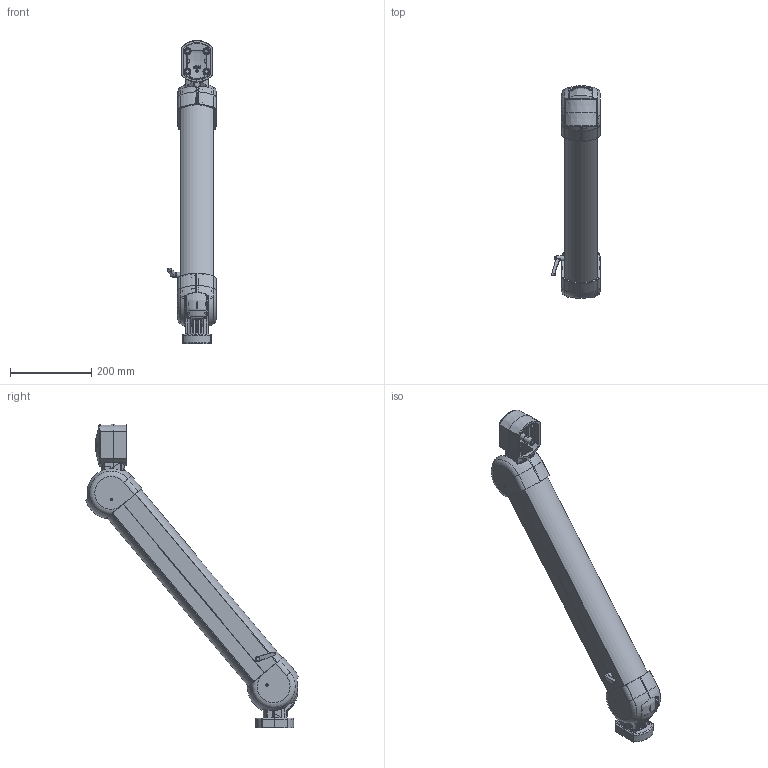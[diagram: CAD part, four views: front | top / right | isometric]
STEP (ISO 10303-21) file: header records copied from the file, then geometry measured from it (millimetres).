
FILE_DESCRIPTION (( 'STEP AP214' ), '1' );
FILE_NAME ('49846002_r.STEP', '2018-04-16T08:03:40', ( 'Admin' ), ( 'Hewlett-Packard Company' ), 'SwSTEP 2.0', 'SolidWorks 2017', '' );
FILE_SCHEMA (( 'AUTOMOTIVE_DESIGN' ));
Length unit declared in the file: millimetre
Products named in the file (35): 49846002_r; 98898; 56918; 75503; 97064; 92453; 84187; 41888; 98897; 41892; 98907; 99564_DIN 912 M3 x 12 --- 12C; 93411; 93304; 98906; 41891; 98294; 41890; 84189; 98909; 41889; 40000004050; 98911; 93424; 98910; 93238; 11188_636; 83003; 11187_550; 56920; 12112_r; 83129; 12111_r; 98120; 56919
Assembly tree (64 placements, depth 3):
  49846002_r
    12111_r
    12112_r
    11187_550
    11188_636
    98910  x4
    98911  x4
    41889  x2
    84189  x2
    98294
    98906
    93411  x4
    98907  x3
    56918
      98897
      84187
      97064
    56919
      98898
      84187
    56920  x2
      98120
      83129
    83003  x2
    93238  x2
    93424  x4
    40000004050  x2
    98909
    41890  x2
    41891  x2
    93304  x2
    99564_DIN 912 M3 x 12 --- 12C  x4
    41892
    41888  x2
    92453  x4
  75503
Bounding box: 120.5 x 522.4 x 746.48 mm (x, y, z)
Volume: 1570633.6 mm3; surface area: 1132811.2 mm2
Topology: 60 solids, 64 shells, 5208 faces, 13014 edges, 8098 vertices
Faces by surface type: plane 2111, bspline 1195, cylinder 1170, torus 295, cone 291, sphere 146
Full cylindrical faces by diameter (mm): 2.5 x7, 3 x7, 4.134 x1, 4.2 x10, 4.3 x1, 4.5 x8, 4.9 x1, 5 x19, 5.3 x6, 5.5 x8, 6 x6, 6.5 x1, 6.6 x4, 7 x8, 7.2 x4, 8 x4, 8.5 x2, 9 x8, 9.3 x2, 10 x25, 10.3 x2, 11 x4, 12 x15, 13 x6, 15 x2, 18 x4, 19 x4, 30 x2
Entity records: 151635 total; most frequent: CARTESIAN_POINT 74798, ORIENTED_EDGE 16496, DIRECTION 12935, EDGE_CURVE 8254, VERTEX_POINT 5247, AXIS2_PLACEMENT_3D 4785, EDGE_LOOP 3918, FACE_OUTER_BOUND 3593
